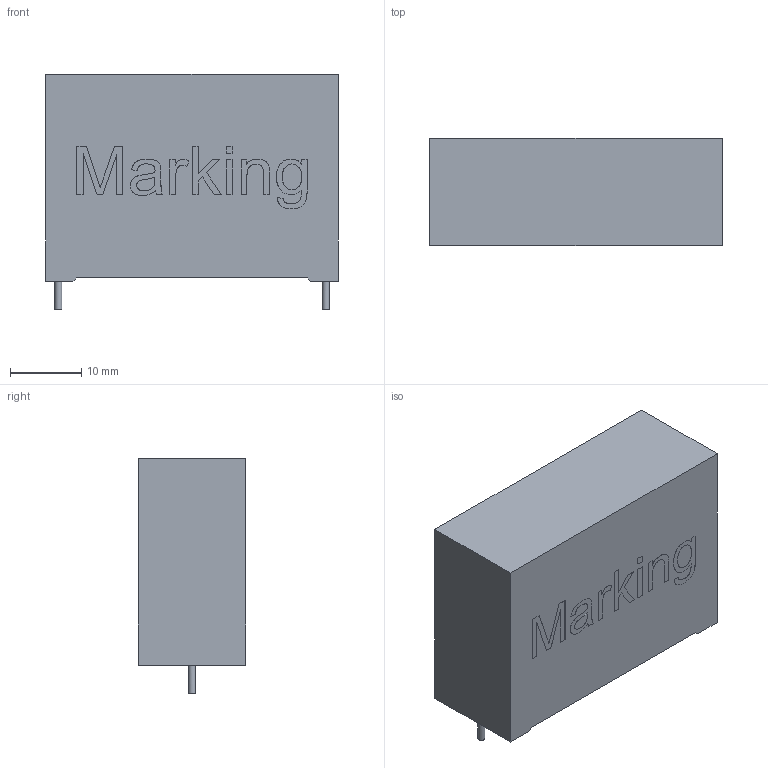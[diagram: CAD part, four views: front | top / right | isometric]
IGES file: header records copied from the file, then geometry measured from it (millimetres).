
Start section: C
Global section: file name: 37,5x41x15x29.igs; native system: By Siemens PLM Incorporated; preprocessor: XPlus GENERIC/IGES 23.0.61; author: Author; organization: Title; date: 20230630.152325; units: millimetre
Bounding box: 41 x 15 x 33 mm (x, y, z)
Surface area: 11489.2 mm2 (no closed solid volume)
Topology: 0 solids, 0 shells, 102 faces, 708 edges, 708 vertices
Faces by surface type: bspline 102
